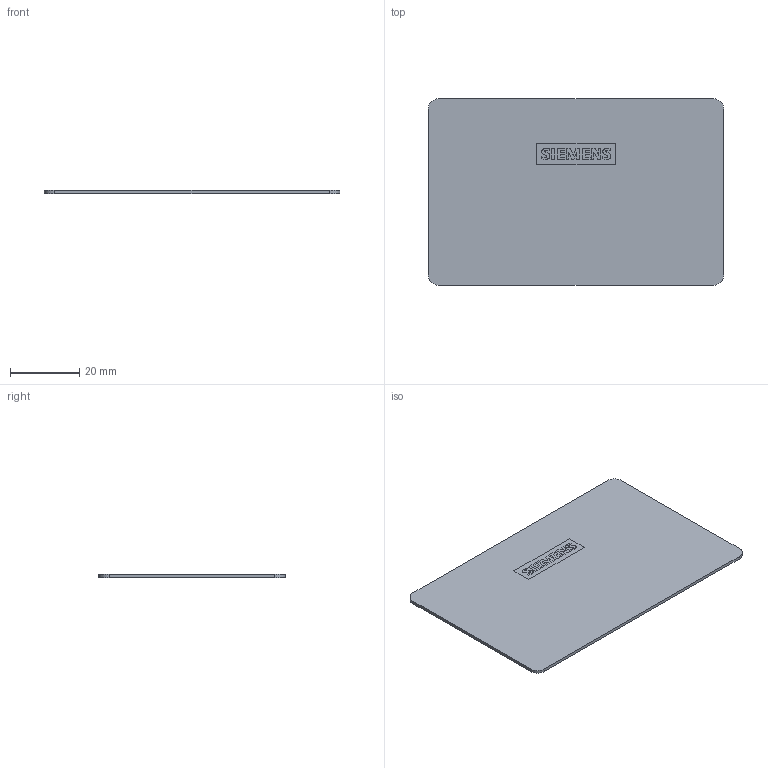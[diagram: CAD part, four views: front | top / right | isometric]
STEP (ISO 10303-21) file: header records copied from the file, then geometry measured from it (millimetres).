
FILE_DESCRIPTION(/* description */ (''),/* implementation_level */ '2;1');
FILE_NAME(/* name */ 'MDS_Dx00.stp',/* time_stamp */ '2021-04-30T13:50:01+02:00',/* author */ (''),/* organization */ (''),/* preprocessor_version */ 'ST-DEVELOPER v16.7',/* originating_system */ 'SIEMENS PLM Software NX 12.0',/* authorisation */ '');
FILE_SCHEMA (('AUTOMOTIVE_DESIGN { 1 0 10303 214 3 1 1 1 }'));
Length unit declared in the file: millimetre
Products named in the file (1): A5E00302334B_001
Bounding box: 85.6 x 54 x 0.9 mm (x, y, z)
Volume: 4153.2 mm3; surface area: 9476 mm2
Topology: 1 solids, 1 shells, 18 faces, 98 edges, 90 vertices
Faces by surface type: plane 14, cylinder 4
Entity records: 1133 total; most frequent: CARTESIAN_POINT 288, ORIENTED_EDGE 196, DIRECTION 133, EDGE_CURVE 98, VERTEX_POINT 90, LINE 79, VECTOR 79, AXIS2_PLACEMENT_3D 27
